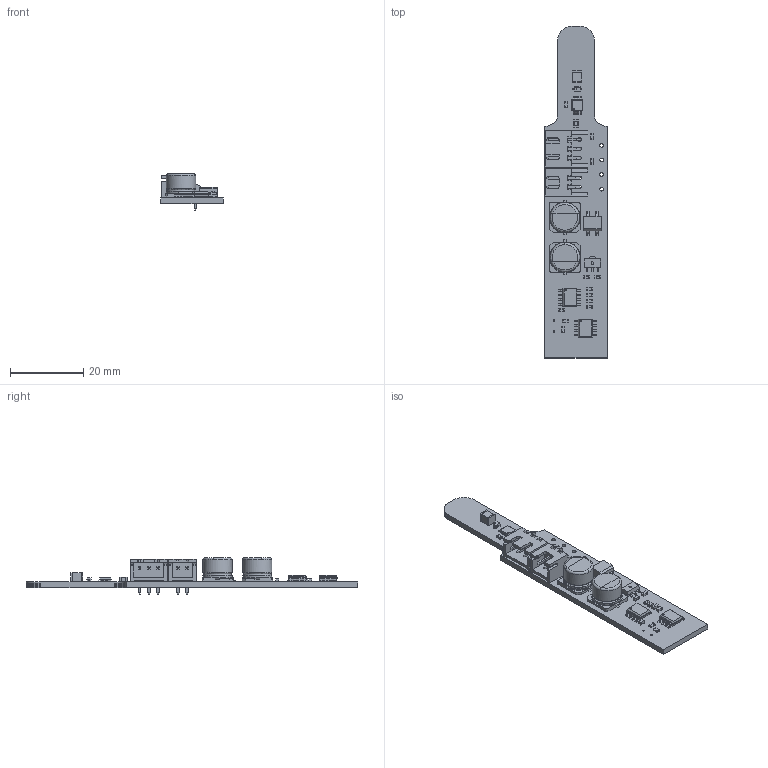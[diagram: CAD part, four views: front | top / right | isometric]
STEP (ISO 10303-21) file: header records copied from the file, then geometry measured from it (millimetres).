
FILE_DESCRIPTION(('KiCad electronic assembly'),'2;1');
FILE_NAME('microscope.step','2024-04-10T18:40:18',('Pcbnew'),('Kicad'), 'Open CASCADE STEP processor 7.7','KiCad to STEP converter','Unknown' );
FILE_SCHEMA(('AUTOMOTIVE_DESIGN { 1 0 10303 214 1 1 1 1 }'));
Length unit declared in the file: millimetre
Products named in the file (28): microscope 1; C_0603_1608Metric; R_0603_1608Metric; D_SOD-323; D_SOD_323; LM358DR; D8; CP_Elec_8x6.5; CP_Elec_8x65; L_1210_3225Metric; NE555DR; MB10S; AL8860QMP-13; ASSEMBLY; S3B-XH-A_LF__SN_; S3B-XH-A(LF)(SN); S2B-XH-A_LF__SN_; S2B-XH-A(LF)(SN); SOT-89-3; CQ assembly; C_0805_2012Metric; microscope PCB
Assembly tree (38 placements, depth 3):
  microscope 1
    C_0603_1608Metric  x5
      C_0603_1608Metric
    R_0603_1608Metric  x7
      R_0603_1608Metric
    D_SOD-323
      D_SOD_323
    LM358DR
      D8
    CP_Elec_8x6.5  x2
      CP_Elec_8x65
    L_1210_3225Metric
      L_1210_3225Metric
    NE555DR
      D8
    MB10S
      MB10S
    AL8860QMP-13
      ASSEMBLY
    S3B-XH-A_LF__SN_
      S3B-XH-A(LF)(SN)
    S2B-XH-A_LF__SN_
      S2B-XH-A(LF)(SN)
    SOT-89-3
      CQ assembly
    C_0805_2012Metric
      C_0805_2012Metric
    microscope PCB
Bounding box: 17 x 90.5 x 9.9 mm (x, y, z)
Volume: 3415.1 mm3; surface area: 5450.7 mm2
Topology: 65 solids, 65 shells, 1331 faces, 3378 edges, 2198 vertices
Faces by surface type: plane 960, cylinder 331, bspline 30, torus 8, revolution 2
Full cylindrical faces by diameter (mm): 0.375 x1, 0.5 x2, 0.7 x1, 1 x9, 8 x4
Entity records: 67171 total; most frequent: CARTESIAN_POINT 12488, DIRECTION 9916, LINE 6738, VECTOR 6738, ORIENTED_EDGE 5158, PCURVE 5158, DEFINITIONAL_REPRESENTATION 5158, EDGE_CURVE 2579
